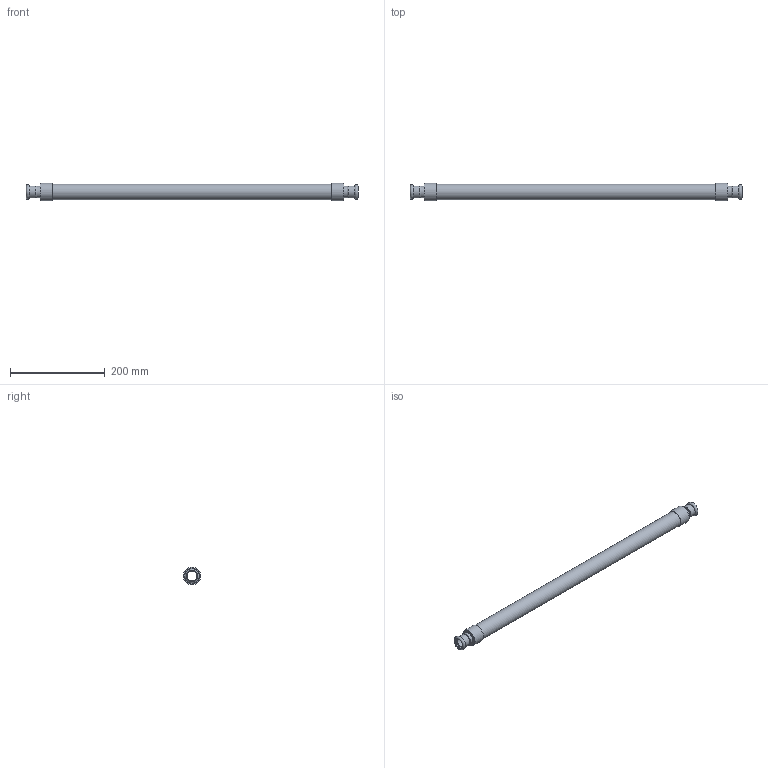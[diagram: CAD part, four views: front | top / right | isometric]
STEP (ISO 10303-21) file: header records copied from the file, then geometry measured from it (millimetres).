
FILE_DESCRIPTION(/* description */ ('Tubo flessibile rettilineo DN22'),/* implementation_level */ '2;1');
FILE_NAME(/* name */ '199022002_Inoxpres.stp',/* time_stamp */ '2022-10-13T08:00:10+02:00',/* author */ ('Vault'),/* organization */ ('Raccorderie metalliche s.p.a. '),/* preprocessor_version */ 'ST-DEVELOPER v18.1',/* originating_system */ 'Autodesk Inventor 2020',/* authorisation */ 'Raccorderie metalliche s.p.a. ');
FILE_SCHEMA (('AUTOMOTIVE_DESIGN { 1 0 10303 214 3 1 1 }'));
Length unit declared in the file: millimetre
Products named in the file (1): 199022002_Inoxpres
Bounding box: 700 x 37 x 37 mm (x, y, z)
Volume: 359373.8 mm3; surface area: 131876.9 mm2
Topology: 3 solids, 3 shells, 34 faces, 101 edges, 73 vertices
Faces by surface type: cylinder 16, torus 10, plane 6, cone 2
Full cylindrical faces by diameter (mm): 21 x1, 22.3 x2, 22.9 x4, 24 x2, 25.3 x2, 33.5 x1, 34 x2, 37 x2
Entity records: 1275 total; most frequent: DIRECTION 254, CARTESIAN_POINT 209, ORIENTED_EDGE 202, AXIS2_PLACEMENT_3D 118, EDGE_CURVE 101, CIRCLE 83, VERTEX_POINT 73, EDGE_LOOP 40
